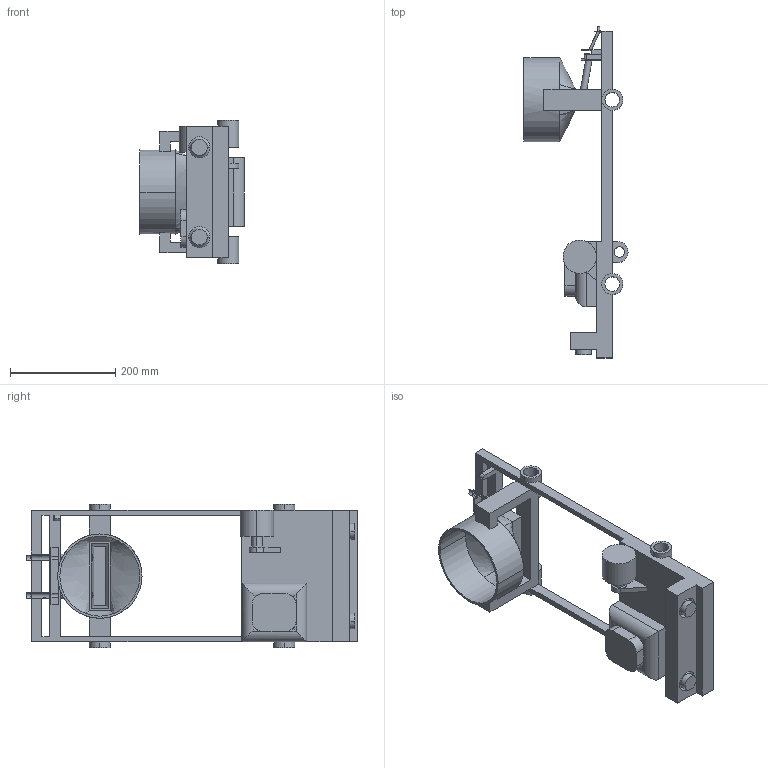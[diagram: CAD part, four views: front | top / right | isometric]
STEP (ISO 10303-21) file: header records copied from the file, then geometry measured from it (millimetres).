
FILE_DESCRIPTION (( 'STEP AP203' ), '1' );
FILE_NAME ('cartpart01_Default_sldprt.STEP', '2023-12-01T04:23:06', ( '' ), ( '' ), 'SwSTEP 2.0', 'SolidWorks 2018', '' );
FILE_SCHEMA (( 'CONFIG_CONTROL_DESIGN' ));
Length unit declared in the file: centimetre
Products named in the file (1): cartpart01_Default_sldprt
Bounding box: 198 x 630 x 272 mm (x, y, z)
Surface area: 569264.3 mm2 (no closed solid volume)
Topology: 0 solids, 7 shells, 255 faces, 702 edges, 448 vertices
Faces by surface type: plane 155, cylinder 73, bspline 23, torus 4
Entity records: 9721 total; most frequent: CARTESIAN_POINT 3247, ORIENTED_EDGE 1380, DIRECTION 1268, EDGE_CURVE 694, VECTOR 444, LINE 444, VERTEX_POINT 444, AXIS2_PLACEMENT_3D 412
